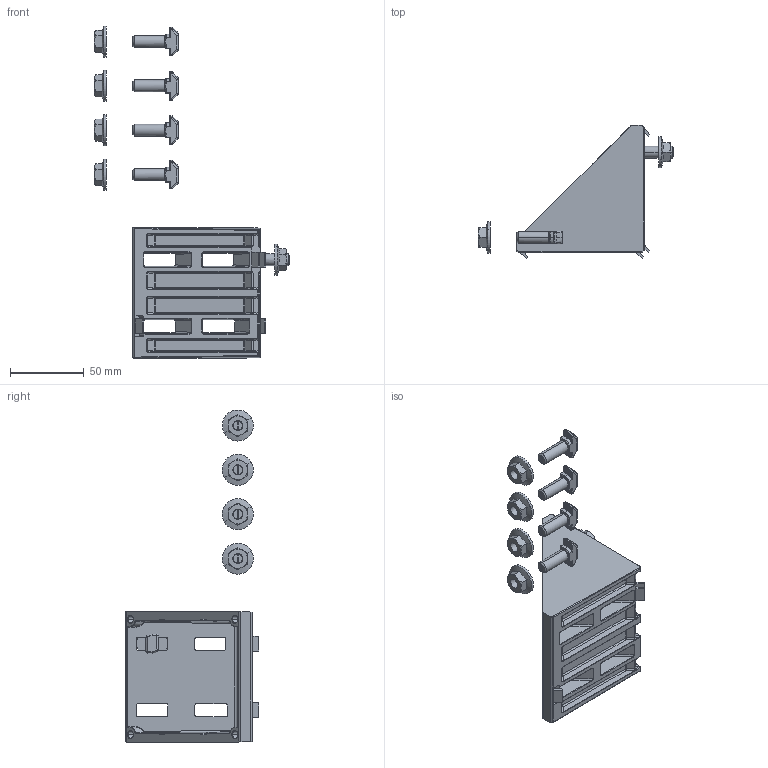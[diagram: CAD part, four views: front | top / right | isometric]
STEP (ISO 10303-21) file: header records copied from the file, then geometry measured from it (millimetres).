
FILE_DESCRIPTION (( 'STEP AP214' ), '1' );
FILE_NAME ('093w901n10s07.STEP', '2014-08-20T13:03:53', ( '' ), ( '' ), 'SwSTEP 2.0', 'SolidWorks 2014', '' );
FILE_SCHEMA (( 'AUTOMOTIVE_DESIGN' ));
Length unit declared in the file: millimetre
Products named in the file (4): 340me154_340me154; 096hk1030m0820_096 hk 10 30 m08 25; 093w901_093 w 901 n10 s06; 093w901n10s07
Assembly tree (11 placements, depth 2):
  093w901n10s07
    093w901_093 w 901 n10 s06
    096hk1030m0820_096 hk 10 30 m08 25  x5
    340me154_340me154  x5
Bounding box: 132 x 89.98 x 224.5 mm (x, y, z)
Volume: 143280.1 mm3; surface area: 62495.9 mm2
Topology: 11 solids, 11 shells, 1458 faces, 3662 edges, 2162 vertices
Faces by surface type: cylinder 503, plane 457, bspline 319, cone 78, sphere 52, torus 49
Entity records: 28565 total; most frequent: CARTESIAN_POINT 10905, ORIENTED_EDGE 4048, DIRECTION 3272, EDGE_CURVE 2024, AXIS2_PLACEMENT_3D 1213, VERTEX_POINT 1194, EDGE_LOOP 866, LINE 846
